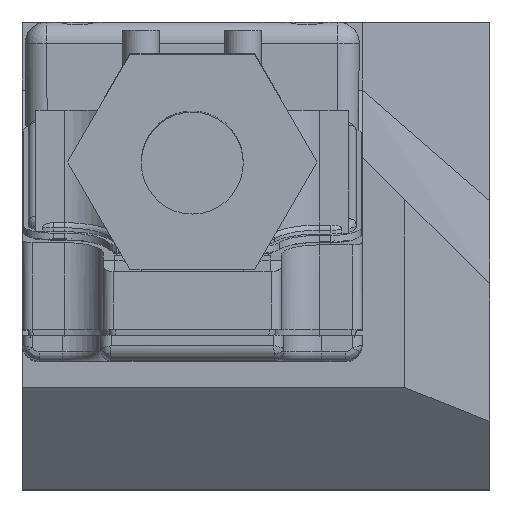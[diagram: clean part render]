
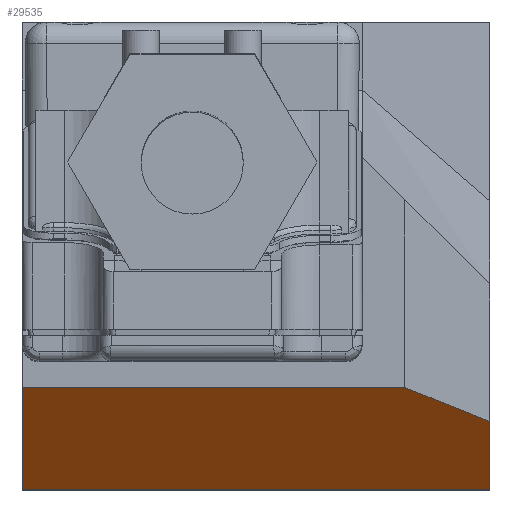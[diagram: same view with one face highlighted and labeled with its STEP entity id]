
A CAD part, top view. The second image highlights one B-rep face of the part: STEP entity #29535.
In plain terms, the highlighted planar face has unit normal (0, -0.929, 0.371).
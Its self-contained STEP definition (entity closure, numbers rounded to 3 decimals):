
#26837=DIRECTION('',(0.,0.371,0.929));
#26838=VECTOR('',#26837,32.311);
#26839=CARTESIAN_POINT('',(-20.,-43.037,-30.111));
#26840=LINE('',#26839,#26838);
#26853=DIRECTION('',(-0.68,0.272,0.681));
#26854=VECTOR('',#26853,14.697);
#26855=CARTESIAN_POINT('',(35.,-35.043,-10.108));
#26856=LINE('',#26855,#26854);
#26865=DIRECTION('',(1.,0.,0.));
#26866=VECTOR('',#26865,45.);
#26867=CARTESIAN_POINT('',(-20.,-31.046,-0.107));
#26868=LINE('',#26867,#26866);
#26994=DIRECTION('',(0.,0.371,0.929));
#26995=VECTOR('',#26994,21.541);
#26996=CARTESIAN_POINT('',(35.,-43.037,-30.111));
#26997=LINE('',#26996,#26995);
#27090=DIRECTION('',(-1.,0.,0.));
#27091=VECTOR('',#27090,55.);
#27092=CARTESIAN_POINT('',(35.,-43.037,-30.111));
#27093=LINE('',#27092,#27091);
#28712=CARTESIAN_POINT('',(-20.,-43.037,-30.111));
#28713=CARTESIAN_POINT('',(-20.,-31.046,-0.107));
#28714=VERTEX_POINT('',#28712);
#28715=VERTEX_POINT('',#28713);
#28720=CARTESIAN_POINT('',(25.,-31.046,-0.107));
#28721=VERTEX_POINT('',#28720);
#28722=CARTESIAN_POINT('',(35.,-43.037,-30.111));
#28723=CARTESIAN_POINT('',(35.,-35.043,-10.108));
#28724=VERTEX_POINT('',#28722);
#28725=VERTEX_POINT('',#28723);
#29519=CARTESIAN_POINT('',(35.,-43.037,-30.111));
#29520=DIRECTION('',(0.,0.929,-0.371));
#29521=DIRECTION('',(0.,0.371,0.929));
#29522=AXIS2_PLACEMENT_3D('',#29519,#29520,#29521);
#29523=PLANE('',#29522);
#29525=ORIENTED_EDGE('',*,*,#29524,.T.);
#29527=ORIENTED_EDGE('',*,*,#29526,.F.);
#29529=ORIENTED_EDGE('',*,*,#29528,.F.);
#29531=ORIENTED_EDGE('',*,*,#29530,.T.);
#29532=ORIENTED_EDGE('',*,*,#29496,.T.);
#29533=EDGE_LOOP('',(#29525,#29527,#29529,#29531,#29532));
#29534=FACE_OUTER_BOUND('',#29533,.F.);
#29535=ADVANCED_FACE('',(#29534),#29523,.F.);
#29496=EDGE_CURVE('',#28714,#28715,#26840,.T.);
#29524=EDGE_CURVE('',#28715,#28721,#26868,.T.);
#29526=EDGE_CURVE('',#28725,#28721,#26856,.T.);
#29528=EDGE_CURVE('',#28724,#28725,#26997,.T.);
#29530=EDGE_CURVE('',#28724,#28714,#27093,.T.);
